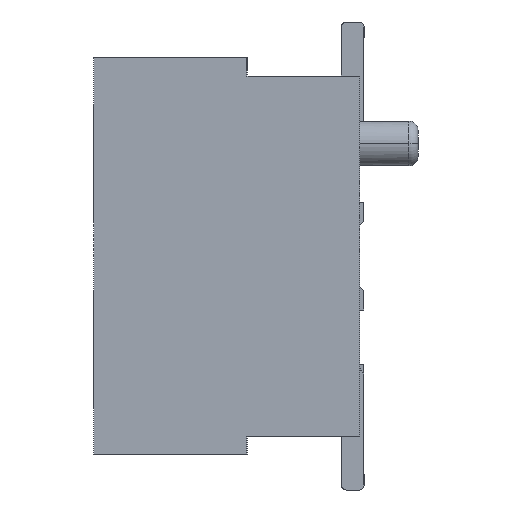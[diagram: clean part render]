
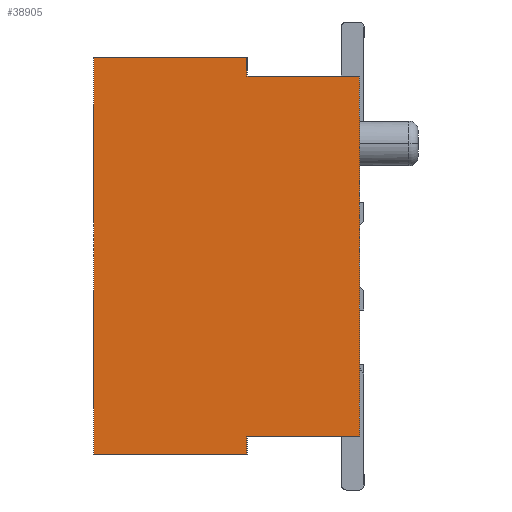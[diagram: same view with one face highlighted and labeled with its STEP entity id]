
A CAD part, left-side view. The second image highlights one B-rep face of the part: STEP entity #38905.
In plain terms, the highlighted planar face has unit normal (-1, 0, 0).
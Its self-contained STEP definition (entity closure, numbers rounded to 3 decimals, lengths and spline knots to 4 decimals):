
#175=DIRECTION('',(0.,1.,0.));
#176=VECTOR('',#175,1.7);
#177=CARTESIAN_POINT('',(-11.35,1.25,2.2));
#178=LINE('',#177,#176);
#1379=DIRECTION('',(0.,0.,1.));
#1380=VECTOR('',#1379,4.4);
#1381=CARTESIAN_POINT('',(-11.35,2.95,-2.2));
#1382=LINE('',#1381,#1380);
#1383=DIRECTION('',(0.,0.,-1.));
#1384=VECTOR('',#1383,0.2);
#1385=CARTESIAN_POINT('',(-11.35,1.25,2.2));
#1386=LINE('',#1385,#1384);
#1387=DIRECTION('',(0.,-1.,0.));
#1388=VECTOR('',#1387,1.25);
#1389=CARTESIAN_POINT('',(-11.35,1.25,2.));
#1390=LINE('',#1389,#1388);
#1391=DIRECTION('',(0.,0.,-1.));
#1392=VECTOR('',#1391,4.);
#1393=CARTESIAN_POINT('',(-11.35,0.,2.));
#1394=LINE('',#1393,#1392);
#1395=DIRECTION('',(0.,1.,0.));
#1396=VECTOR('',#1395,1.25);
#1397=CARTESIAN_POINT('',(-11.35,0.,-2.));
#1398=LINE('',#1397,#1396);
#3261=DIRECTION('',(0.,-1.,0.));
#3262=VECTOR('',#3261,1.7);
#3263=CARTESIAN_POINT('',(-11.35,2.95,-2.2));
#3264=LINE('',#3263,#3262);
#3281=DIRECTION('',(0.,0.,1.));
#3282=VECTOR('',#3281,0.2);
#3283=CARTESIAN_POINT('',(-11.35,1.25,-2.2));
#3284=LINE('',#3283,#3282);
#27321=CARTESIAN_POINT('',(-11.35,0.,2.));
#27323=VERTEX_POINT('',#27321);
#27327=CARTESIAN_POINT('',(-11.35,0.,-2.));
#27328=VERTEX_POINT('',#27327);
#32361=CARTESIAN_POINT('',(-11.35,1.25,2.));
#32363=VERTEX_POINT('',#32361);
#32365=CARTESIAN_POINT('',(-11.35,1.25,2.2));
#32367=VERTEX_POINT('',#32365);
#32369=CARTESIAN_POINT('',(-11.35,1.25,-2.2));
#32371=VERTEX_POINT('',#32369);
#32373=CARTESIAN_POINT('',(-11.35,1.25,-2.));
#32375=VERTEX_POINT('',#32373);
#32441=CARTESIAN_POINT('',(-11.35,2.95,2.2));
#32443=VERTEX_POINT('',#32441);
#33406=CARTESIAN_POINT('',(-11.35,2.95,-2.2));
#33408=VERTEX_POINT('',#33406);
#38887=CARTESIAN_POINT('',(-11.35,2.225,0.));
#38888=DIRECTION('',(1.,0.,0.));
#38889=DIRECTION('',(0.,0.,1.));
#38890=AXIS2_PLACEMENT_3D('',#38887,#38888,#38889);
#38891=PLANE('',#38890);
#38892=ORIENTED_EDGE('',*,*,#36458,.T.);
#38893=ORIENTED_EDGE('',*,*,#36447,.F.);
#38894=ORIENTED_EDGE('',*,*,#36432,.T.);
#38895=ORIENTED_EDGE('',*,*,#36417,.T.);
#38896=ORIENTED_EDGE('',*,*,#36268,.T.);
#38898=ORIENTED_EDGE('',*,*,#38897,.T.);
#38900=ORIENTED_EDGE('',*,*,#38899,.F.);
#38902=ORIENTED_EDGE('',*,*,#38901,.F.);
#38903=EDGE_LOOP('',(#38892,#38893,#38894,#38895,#38896,#38898,#38900,#38902));
#38904=FACE_OUTER_BOUND('',#38903,.F.);
#38905=ADVANCED_FACE('',(#38904),#38891,.F.);
#36268=EDGE_CURVE('',#27323,#27328,#1394,.T.);
#36417=EDGE_CURVE('',#32363,#27323,#1390,.T.);
#36432=EDGE_CURVE('',#32367,#32363,#1386,.T.);
#36447=EDGE_CURVE('',#32367,#32443,#178,.T.);
#36458=EDGE_CURVE('',#33408,#32443,#1382,.T.);
#38897=EDGE_CURVE('',#27328,#32375,#1398,.T.);
#38899=EDGE_CURVE('',#32371,#32375,#3284,.T.);
#38901=EDGE_CURVE('',#33408,#32371,#3264,.T.);
